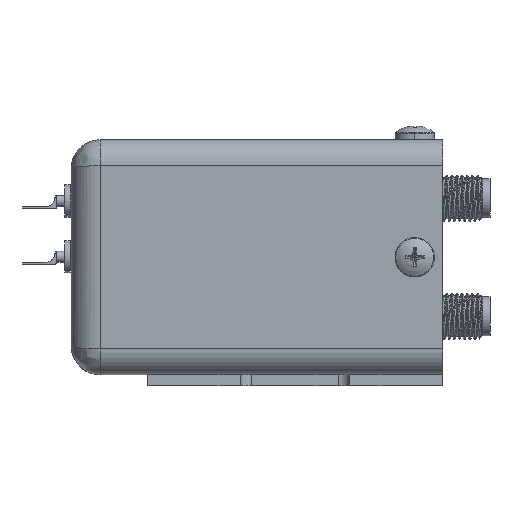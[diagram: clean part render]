
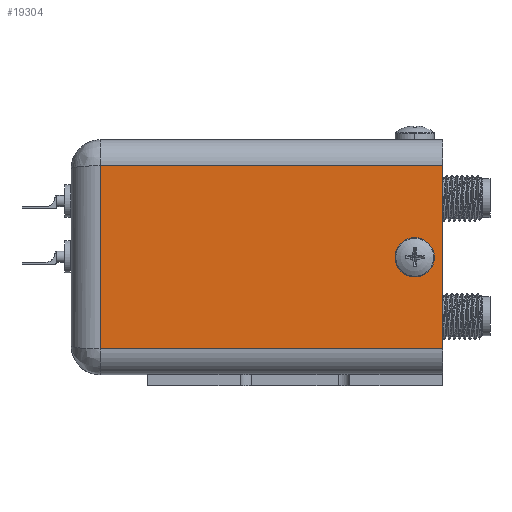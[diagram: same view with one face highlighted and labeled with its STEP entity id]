
A CAD part, left-side view. The second image highlights one B-rep face of the part: STEP entity #19304.
In plain terms, the highlighted planar face has unit normal (-1, 0, 0).
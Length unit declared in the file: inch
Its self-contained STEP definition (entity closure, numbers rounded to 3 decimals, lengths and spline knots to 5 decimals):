
#644 = DIRECTION ( 'NONE',  ( 0., 0., -1. ) ) ;
#676 = CIRCLE ( 'NONE', #2281, 0.075 ) ;
#732 = VERTEX_POINT ( 'NONE', #8652 ) ;
#1621 = CARTESIAN_POINT ( 'NONE',  ( -0.633, 1.844, -0.493 ) ) ;
#2281 = AXIS2_PLACEMENT_3D ( 'NONE', #33238, #30371, #28004 ) ;
#2987 = LINE ( 'NONE', #17630, #13847 ) ;
#3003 = PLANE ( 'NONE',  #8440 ) ;
#3342 = EDGE_CURVE ( 'NONE', #22689, #732, #6936, .T. ) ;
#3622 = EDGE_CURVE ( 'NONE', #21091, #5707, #7568, .T. ) ;
#5203 = CARTESIAN_POINT ( 'NONE',  ( -0.633, 0.15, -0.075 ) ) ;
#5707 = VERTEX_POINT ( 'NONE', #6989 ) ;
#6936 = LINE ( 'NONE', #12519, #16074 ) ;
#6989 = CARTESIAN_POINT ( 'NONE',  ( -0.633, 1.844, 0.493 ) ) ;
#7021 = ORIENTED_EDGE ( 'NONE', *, *, #19605, .T. ) ;
#7393 = LINE ( 'NONE', #1621, #31199 ) ;
#7568 = LINE ( 'NONE', #28273, #15570 ) ;
#8440 = AXIS2_PLACEMENT_3D ( 'NONE', #18450, #10626, #644 ) ;
#8565 = ORIENTED_EDGE ( 'NONE', *, *, #32088, .T. ) ;
#8652 = CARTESIAN_POINT ( 'NONE',  ( -0.633, 0., -0.493 ) ) ;
#9994 = DIRECTION ( 'NONE',  ( 1., 0., 0. ) ) ;
#10497 = CARTESIAN_POINT ( 'NONE',  ( -0.633, 1.844, -0.493 ) ) ;
#10626 = DIRECTION ( 'NONE',  ( 1., 0., 0. ) ) ;
#10719 = EDGE_CURVE ( 'NONE', #12254, #23038, #30438, .T. ) ;
#11878 = EDGE_LOOP ( 'NONE', ( #8565, #32143 ) ) ;
#12254 = VERTEX_POINT ( 'NONE', #20801 ) ;
#12519 = CARTESIAN_POINT ( 'NONE',  ( -0.633, 2., -0.493 ) ) ;
#13847 = VECTOR ( 'NONE', #28947, 39.37008 ) ;
#15021 = DIRECTION ( 'NONE',  ( 0., 0., -1. ) ) ;
#15570 = VECTOR ( 'NONE', #24876, 39.37008 ) ;
#15818 = AXIS2_PLACEMENT_3D ( 'NONE', #20009, #9994, #17804 ) ;
#16074 = VECTOR ( 'NONE', #28310, 39.37008 ) ;
#16572 = ORIENTED_EDGE ( 'NONE', *, *, #3622, .T. ) ;
#16820 = CARTESIAN_POINT ( 'NONE',  ( -0.633, 0., 0.493 ) ) ;
#17630 = CARTESIAN_POINT ( 'NONE',  ( -0.633, 0., -0.633 ) ) ;
#17804 = DIRECTION ( 'NONE',  ( 0., 0., -1. ) ) ;
#18450 = CARTESIAN_POINT ( 'NONE',  ( -0.633, 2., -0.633 ) ) ;
#19304 = ADVANCED_FACE ( 'NONE', ( #25244, #22517 ), #3003, .F. ) ;
#19605 = EDGE_CURVE ( 'NONE', #5707, #22689, #7393, .T. ) ;
#19858 = EDGE_LOOP ( 'NONE', ( #16572, #7021, #29471, #22145 ) ) ;
#20009 = CARTESIAN_POINT ( 'NONE',  ( -0.633, 0.15, 0. ) ) ;
#20801 = CARTESIAN_POINT ( 'NONE',  ( -0.633, 0.15, 0.075 ) ) ;
#21091 = VERTEX_POINT ( 'NONE', #16820 ) ;
#21440 = EDGE_CURVE ( 'NONE', #732, #21091, #2987, .T. ) ;
#22145 = ORIENTED_EDGE ( 'NONE', *, *, #21440, .T. ) ;
#22517 = FACE_OUTER_BOUND ( 'NONE', #19858, .T. ) ;
#22689 = VERTEX_POINT ( 'NONE', #10497 ) ;
#23038 = VERTEX_POINT ( 'NONE', #5203 ) ;
#24876 = DIRECTION ( 'NONE',  ( 0., 1., 0. ) ) ;
#25244 = FACE_BOUND ( 'NONE', #11878, .T. ) ;
#28004 = DIRECTION ( 'NONE',  ( 0., 0., -1. ) ) ;
#28273 = CARTESIAN_POINT ( 'NONE',  ( -0.633, 2., 0.493 ) ) ;
#28310 = DIRECTION ( 'NONE',  ( 0., -1., 0. ) ) ;
#28947 = DIRECTION ( 'NONE',  ( 0., 0., 1. ) ) ;
#29471 = ORIENTED_EDGE ( 'NONE', *, *, #3342, .T. ) ;
#30371 = DIRECTION ( 'NONE',  ( 1., 0., 0. ) ) ;
#30438 = CIRCLE ( 'NONE', #15818, 0.075 ) ;
#31199 = VECTOR ( 'NONE', #15021, 39.37008 ) ;
#32088 = EDGE_CURVE ( 'NONE', #23038, #12254, #676, .T. ) ;
#32143 = ORIENTED_EDGE ( 'NONE', *, *, #10719, .T. ) ;
#33238 = CARTESIAN_POINT ( 'NONE',  ( -0.633, 0.15, 0. ) ) ;
